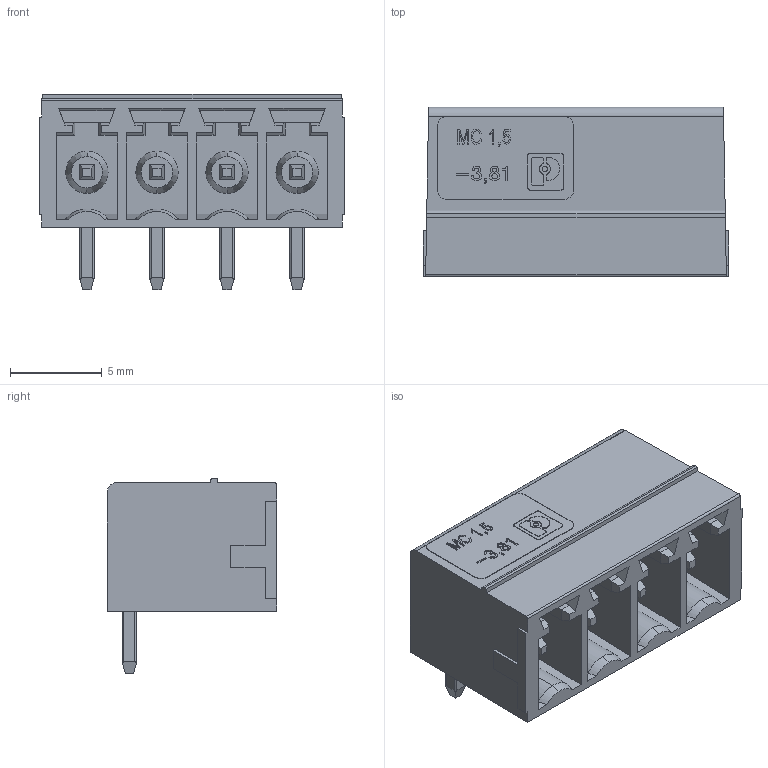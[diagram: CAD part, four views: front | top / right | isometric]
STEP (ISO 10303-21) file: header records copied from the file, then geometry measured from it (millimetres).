
FILE_DESCRIPTION(('STEP AP214'),'1');
FILE_NAME('cctmp_FAE3A4E4-F752-4628-9B76-5FA46927728C_2023_02_03_13_04_22_0287_4760..stp','2023-02-03T13:04:22',('PHOENIX CONTACT Deutschland GmbH'),('CADClick - www.CADClick.com'),'Spatial InterOp 3D',' ','unknown authorization');
FILE_SCHEMA(('AUTOMOTIVE_DESIGN'));
Length unit declared in the file: millimetre
Products named in the file (6): 2023_02_03_13_04_22_0037; 2023_02_03_13_04_22_0287; 2023_02_03_13_04_22_0271; 2023_02_03_13_04_22_0256; 2023_02_03_13_04_22_0240; 2023_02_03_13_04_22_0209
Assembly tree (5 placements, depth 2):
  2023_02_03_13_04_22_0037
    2023_02_03_13_04_22_0287
    2023_02_03_13_04_22_0271
    2023_02_03_13_04_22_0256
    2023_02_03_13_04_22_0240
    2023_02_03_13_04_22_0209
Bounding box: 16.63 x 9.2 x 10.65 mm (x, y, z)
Volume: 572.8 mm3; surface area: 1552.3 mm2
Topology: 5 solids, 5 shells, 719 faces, 2025 edges, 1336 vertices
Faces by surface type: plane 585, cylinder 75, bspline 19, torus 16, cone 16, sphere 8
Entity records: 42406 total; most frequent: CARTESIAN_POINT 5948, ORIENTED_EDGE 4034, DIRECTION 3502, STYLED_ITEM 3140, PRESENTATION_STYLE_ASSIGNMENT 3140, COLOUR_RGB 3140, EDGE_CURVE 2017, LINE 1708
